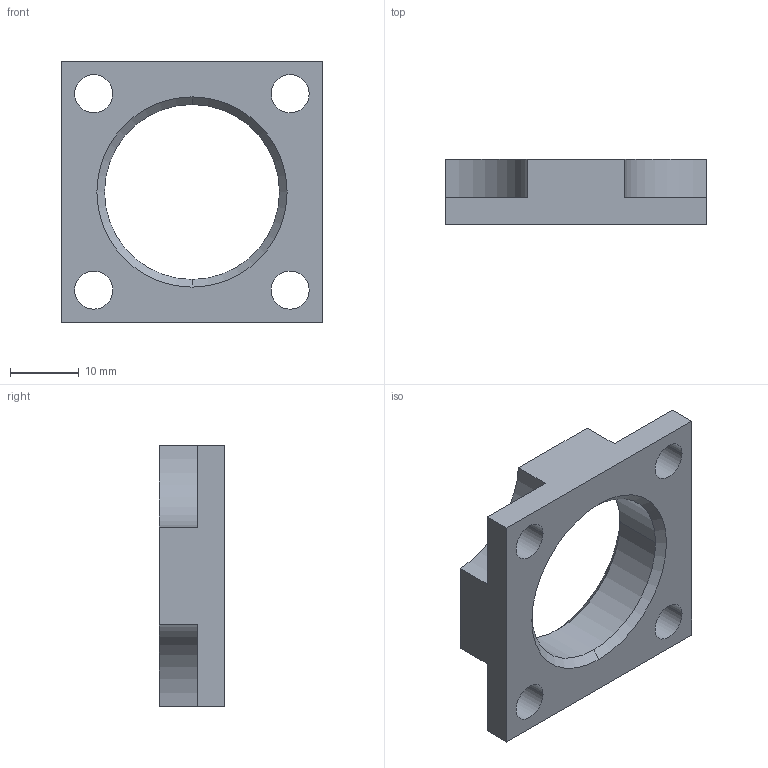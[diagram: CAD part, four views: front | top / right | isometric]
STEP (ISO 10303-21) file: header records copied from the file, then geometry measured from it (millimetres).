
FILE_DESCRIPTION((''),'2;1');
FILE_NAME('ILC64011000','2005-06-27T',('KR'),(''),'PRO/ENGINEER BY PARAMETRIC TECHNOLOGY CORPORATION, 2004290','PRO/ENGINEER BY PARAMETRIC TECHNOLOGY CORPORATION, 2004290','');
FILE_SCHEMA(('AUTOMOTIVE_DESIGN_CC2 { 1 2 10303 214 -1 1 5 2 }'));
Length unit declared in the file: inch
Products named in the file (1): ILC64011000
Bounding box: 38.1 x 9.53 x 38.1 mm (x, y, z)
Volume: 6076.9 mm3; surface area: 3962.5 mm2
Topology: 1 solids, 1 shells, 28 faces, 78 edges, 52 vertices
Faces by surface type: cylinder 14, plane 10, cone 4
Entity records: 1059 total; most frequent: DIRECTION 170, CARTESIAN_POINT 158, ORIENTED_EDGE 156, COLOUR_RGB 105, EDGE_CURVE 78, AXIS2_PLACEMENT_3D 64, VERTEX_POINT 52, VECTOR 42
